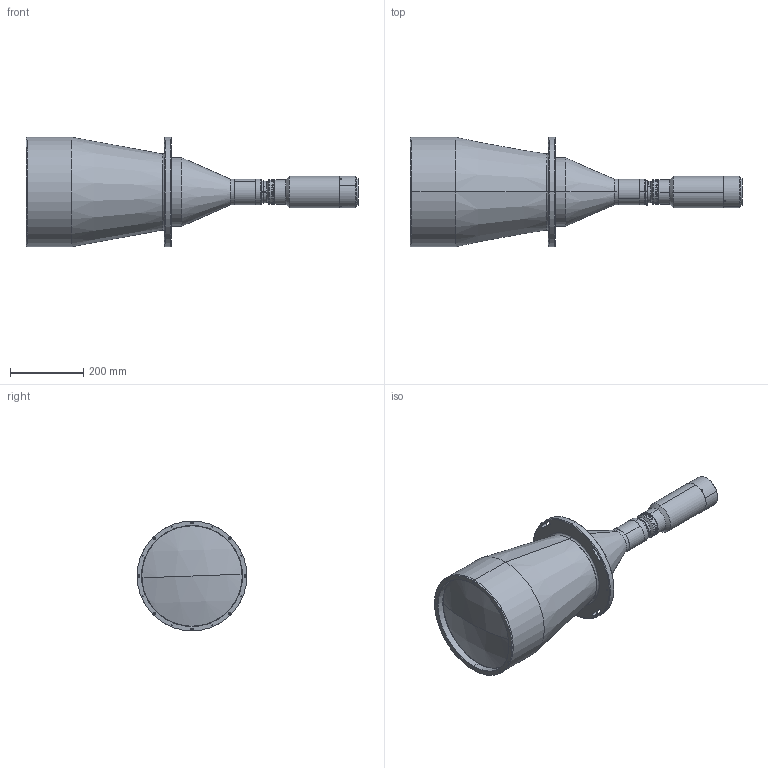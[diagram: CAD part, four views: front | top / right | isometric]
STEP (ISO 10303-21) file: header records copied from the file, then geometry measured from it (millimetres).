
FILE_DESCRIPTION (( 'STEP AP203' ), '1' );
FILE_NAME ('XF-PTL26857-M72-11.48-VI.STEP', '2019-06-14T03:03:01', ( 'puyufan' ), ( '' ), 'SwSTEP 2.0', 'SolidWorks 2014', '' );
FILE_SCHEMA (( 'CONFIG_CONTROL_DESIGN' ));
Length unit declared in the file: millimetre
Products named in the file (1): XF-PTL26857-M72-11.48-VI
Bounding box: 908.91 x 300 x 300 mm (x, y, z)
Surface area: 735646.7 mm2 (no closed solid volume)
Topology: 0 solids, 77 shells, 384 faces, 2007 edges, 1673 vertices
Faces by surface type: cylinder 211, plane 101, cone 38, torus 32, sphere 2
Entity records: 29803 total; most frequent: CARTESIAN_POINT 14437, DIRECTION 3119, ORIENTED_EDGE 2676, EDGE_CURVE 2003, VERTEX_POINT 1673, AXIS2_PLACEMENT_3D 1210, CIRCLE 825, VECTOR 699
